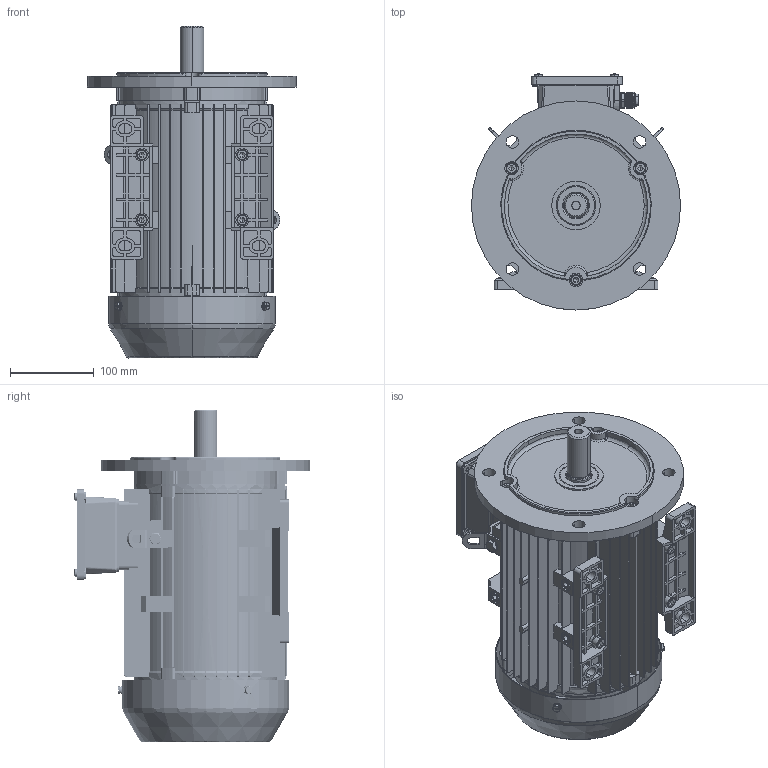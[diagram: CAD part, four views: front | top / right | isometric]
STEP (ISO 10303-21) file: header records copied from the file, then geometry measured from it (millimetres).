
FILE_DESCRIPTION (( 'STEP AP203' ), '1' );
FILE_NAME ('JL3-100-B35.step', '2018-12-14T08:48:22', ( '' ), ( '' ), 'SwSTEP 2.0', 'SolidWorks 2018', '' );
FILE_SCHEMA (( 'CONFIG_CONTROL_DESIGN' ));
Length unit declared in the file: millimetre
Products named in the file (1): JL3-100-B35
Bounding box: 250 x 282.42 x 397 mm (x, y, z)
Volume: 2061567.6 mm3; surface area: 1127054.6 mm2
Topology: 49 solids, 49 shells, 4298 faces, 11747 edges, 7650 vertices
Faces by surface type: plane 1823, cylinder 1742, bspline 477, cone 233, torus 15, sphere 8
Entity records: 377243 total; most frequent: CARTESIAN_POINT 269303, ORIENTED_EDGE 23436, DIRECTION 21651, EDGE_CURVE 11718, AXIS2_PLACEMENT_3D 7749, VERTEX_POINT 7650, LINE 6153, VECTOR 6153
